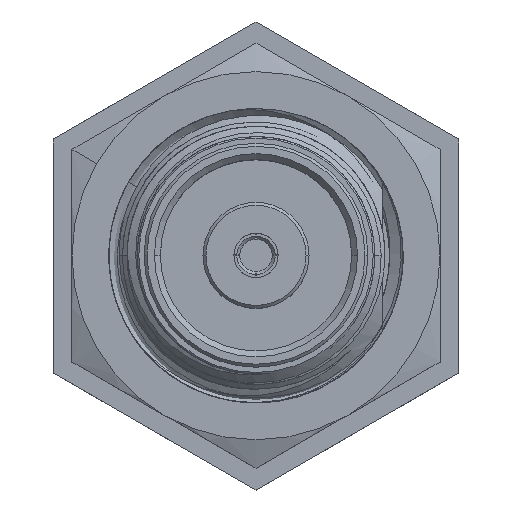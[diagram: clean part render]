
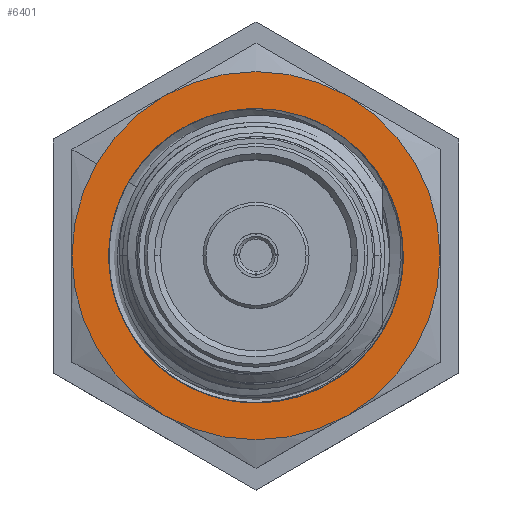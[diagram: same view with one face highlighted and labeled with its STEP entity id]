
A CAD part, top view. The second image highlights one B-rep face of the part: STEP entity #6401.
In plain terms, the highlighted face is planar.
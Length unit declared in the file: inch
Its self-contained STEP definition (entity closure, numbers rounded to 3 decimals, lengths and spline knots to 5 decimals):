
#192 = DIRECTION ( 'NONE',  ( -1., 0., 0. ) ) ;
#494 = CARTESIAN_POINT ( 'NONE',  ( 0.418, 0., 0. ) ) ;
#1163 = VERTEX_POINT ( 'NONE', #9792 ) ;
#1236 = CARTESIAN_POINT ( 'NONE',  ( 0.418, 0., 0. ) ) ;
#1317 = DIRECTION ( 'NONE',  ( 0., 0.5, -0.866 ) ) ;
#2183 = EDGE_LOOP ( 'NONE', ( #6877, #24482 ) ) ;
#2872 = DIRECTION ( 'NONE',  ( 0., 0.5, -0.866 ) ) ;
#3058 = CIRCLE ( 'NONE', #15217, 0.3125 ) ;
#3418 = DIRECTION ( 'NONE',  ( -1., 0., 0. ) ) ;
#3566 = CIRCLE ( 'NONE', #17526, 0.3125 ) ;
#4001 = VERTEX_POINT ( 'NONE', #17199 ) ;
#4498 = CARTESIAN_POINT ( 'NONE',  ( 0.418, 0., 0. ) ) ;
#4837 = CIRCLE ( 'NONE', #19753, 0.3125 ) ;
#4895 = CARTESIAN_POINT ( 'NONE',  ( 0.418, 0., 0. ) ) ;
#5166 = DIRECTION ( 'NONE',  ( 0., 0.5, -0.866 ) ) ;
#6200 = VERTEX_POINT ( 'NONE', #19290 ) ;
#6401 = ADVANCED_FACE ( 'NONE', ( #18031, #7299 ), #21829, .T. ) ;
#6877 = ORIENTED_EDGE ( 'NONE', *, *, #17990, .F. ) ;
#7102 = CARTESIAN_POINT ( 'NONE',  ( 0.418, 0., -0.3125 ) ) ;
#7177 = DIRECTION ( 'NONE',  ( 0., 0.5, -0.866 ) ) ;
#7299 = FACE_OUTER_BOUND ( 'NONE', #15688, .T. ) ;
#7564 = EDGE_CURVE ( 'NONE', #4001, #9190, #17056, .T. ) ;
#8178 = VERTEX_POINT ( 'NONE', #11308 ) ;
#8794 = DIRECTION ( 'NONE',  ( 0., 0.5, -0.866 ) ) ;
#9190 = VERTEX_POINT ( 'NONE', #15985 ) ;
#9271 = ORIENTED_EDGE ( 'NONE', *, *, #23653, .T. ) ;
#9431 = CARTESIAN_POINT ( 'NONE',  ( 0.418, 0., 0. ) ) ;
#9792 = CARTESIAN_POINT ( 'NONE',  ( 0.418, 0.21894, 0.12069 ) ) ;
#9841 = DIRECTION ( 'NONE',  ( 0., 0.5, -0.866 ) ) ;
#11223 = EDGE_CURVE ( 'NONE', #6200, #1163, #20987, .T. ) ;
#11308 = CARTESIAN_POINT ( 'NONE',  ( 0.418, -0.27063, -0.15625 ) ) ;
#11529 = ORIENTED_EDGE ( 'NONE', *, *, #14477, .T. ) ;
#11860 = DIRECTION ( 'NONE',  ( -1., 0., 0. ) ) ;
#12227 = CARTESIAN_POINT ( 'NONE',  ( 0.418, -0.27063, 0.15625 ) ) ;
#12449 = DIRECTION ( 'NONE',  ( -1., 0., 0. ) ) ;
#12600 = CIRCLE ( 'NONE', #15337, 0.3125 ) ;
#13803 = DIRECTION ( 'NONE',  ( -1., 0., 0. ) ) ;
#14477 = EDGE_CURVE ( 'NONE', #8178, #17139, #3058, .T. ) ;
#15217 = AXIS2_PLACEMENT_3D ( 'NONE', #18372, #11860, #27213 ) ;
#15337 = AXIS2_PLACEMENT_3D ( 'NONE', #4895, #26163, #5166 ) ;
#15688 = EDGE_LOOP ( 'NONE', ( #20963, #16326, #22001, #11529, #21202, #22140, #9271 ) ) ;
#15985 = CARTESIAN_POINT ( 'NONE',  ( 0.418, 0.15625, -0.27063 ) ) ;
#16326 = ORIENTED_EDGE ( 'NONE', *, *, #25280, .T. ) ;
#16801 = EDGE_CURVE ( 'NONE', #17139, #27038, #4837, .T. ) ;
#17056 = CIRCLE ( 'NONE', #24268, 0.3125 ) ;
#17139 = VERTEX_POINT ( 'NONE', #12227 ) ;
#17199 = CARTESIAN_POINT ( 'NONE',  ( 0.418, 0.27063, -0.15625 ) ) ;
#17464 = DIRECTION ( 'NONE',  ( 0., 0.5, -0.866 ) ) ;
#17526 = AXIS2_PLACEMENT_3D ( 'NONE', #1236, #22811, #9841 ) ;
#17843 = DIRECTION ( 'NONE',  ( 0., 0.5, -0.866 ) ) ;
#17990 = EDGE_CURVE ( 'NONE', #1163, #6200, #20620, .T. ) ;
#18031 = FACE_BOUND ( 'NONE', #2183, .T. ) ;
#18119 = VERTEX_POINT ( 'NONE', #7102 ) ;
#18295 = CARTESIAN_POINT ( 'NONE',  ( 0.418, 0., 0.3125 ) ) ;
#18372 = CARTESIAN_POINT ( 'NONE',  ( 0.418, 0., 0. ) ) ;
#18971 = CIRCLE ( 'NONE', #25682, 0.3125 ) ;
#19290 = CARTESIAN_POINT ( 'NONE',  ( 0.418, 0.06947, 0.24015 ) ) ;
#19381 = CARTESIAN_POINT ( 'NONE',  ( 0.418, 0., 0. ) ) ;
#19753 = AXIS2_PLACEMENT_3D ( 'NONE', #9431, #13803, #7177 ) ;
#20620 = CIRCLE ( 'NONE', #25109, 0.25 ) ;
#20646 = CARTESIAN_POINT ( 'NONE',  ( 0.418, 0., 0. ) ) ;
#20963 = ORIENTED_EDGE ( 'NONE', *, *, #7564, .T. ) ;
#20987 = CIRCLE ( 'NONE', #26826, 0.25 ) ;
#21158 = EDGE_CURVE ( 'NONE', #18119, #8178, #3566, .T. ) ;
#21202 = ORIENTED_EDGE ( 'NONE', *, *, #16801, .T. ) ;
#21711 = VERTEX_POINT ( 'NONE', #23563 ) ;
#21829 = PLANE ( 'NONE',  #22893 ) ;
#22001 = ORIENTED_EDGE ( 'NONE', *, *, #21158, .T. ) ;
#22140 = ORIENTED_EDGE ( 'NONE', *, *, #27342, .T. ) ;
#22209 = DIRECTION ( 'NONE',  ( -1., 0., 0. ) ) ;
#22593 = CIRCLE ( 'NONE', #24386, 0.3125 ) ;
#22742 = CARTESIAN_POINT ( 'NONE',  ( 0.418, 0., 0. ) ) ;
#22811 = DIRECTION ( 'NONE',  ( -1., 0., 0. ) ) ;
#22893 = AXIS2_PLACEMENT_3D ( 'NONE', #4498, #26050, #17464 ) ;
#23563 = CARTESIAN_POINT ( 'NONE',  ( 0.418, 0.27063, 0.15625 ) ) ;
#23653 = EDGE_CURVE ( 'NONE', #21711, #4001, #12600, .T. ) ;
#24268 = AXIS2_PLACEMENT_3D ( 'NONE', #26827, #27389, #27112 ) ;
#24386 = AXIS2_PLACEMENT_3D ( 'NONE', #494, #22209, #17843 ) ;
#24482 = ORIENTED_EDGE ( 'NONE', *, *, #11223, .F. ) ;
#25109 = AXIS2_PLACEMENT_3D ( 'NONE', #19381, #192, #8794 ) ;
#25280 = EDGE_CURVE ( 'NONE', #9190, #18119, #18971, .T. ) ;
#25682 = AXIS2_PLACEMENT_3D ( 'NONE', #20646, #12449, #1317 ) ;
#26050 = DIRECTION ( 'NONE',  ( -1., 0., 0. ) ) ;
#26163 = DIRECTION ( 'NONE',  ( -1., 0., 0. ) ) ;
#26826 = AXIS2_PLACEMENT_3D ( 'NONE', #22742, #3418, #2872 ) ;
#26827 = CARTESIAN_POINT ( 'NONE',  ( 0.418, 0., 0. ) ) ;
#27038 = VERTEX_POINT ( 'NONE', #18295 ) ;
#27112 = DIRECTION ( 'NONE',  ( 0., 0.5, -0.866 ) ) ;
#27213 = DIRECTION ( 'NONE',  ( 0., 0.5, -0.866 ) ) ;
#27342 = EDGE_CURVE ( 'NONE', #27038, #21711, #22593, .T. ) ;
#27389 = DIRECTION ( 'NONE',  ( -1., 0., 0. ) ) ;
